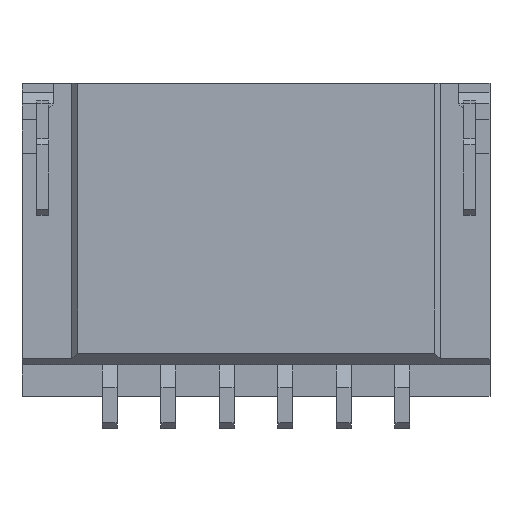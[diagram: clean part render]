
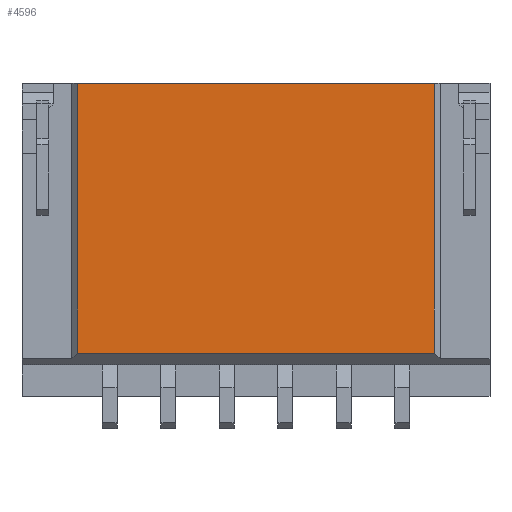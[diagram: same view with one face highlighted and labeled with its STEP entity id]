
A CAD part, front view. The second image highlights one B-rep face of the part: STEP entity #4596.
In plain terms, the highlighted planar face has unit normal (0, -1, 0).
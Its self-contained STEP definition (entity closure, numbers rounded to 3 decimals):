
#426=DIRECTION('',(-1.,0.,0.));
#427=VECTOR('',#426,6.1);
#428=CARTESIAN_POINT('',(3.05,-1.6,2.675));
#429=LINE('',#428,#427);
#968=DIRECTION('',(1.,0.,0.));
#969=VECTOR('',#968,6.1);
#970=CARTESIAN_POINT('',(-3.05,-1.6,-1.935));
#971=LINE('',#970,#969);
#972=DIRECTION('',(0.,0.,-1.));
#973=VECTOR('',#972,4.61);
#974=CARTESIAN_POINT('',(-3.05,-1.6,2.675));
#975=LINE('',#974,#973);
#976=DIRECTION('',(0.,0.,1.));
#977=VECTOR('',#976,4.61);
#978=CARTESIAN_POINT('',(3.05,-1.6,-1.935));
#979=LINE('',#978,#977);
#2583=CARTESIAN_POINT('',(3.05,-1.6,2.675));
#2585=VERTEX_POINT('',#2583);
#2588=CARTESIAN_POINT('',(-3.05,-1.6,2.675));
#2590=VERTEX_POINT('',#2588);
#2591=CARTESIAN_POINT('',(3.05,-1.6,-1.935));
#2593=VERTEX_POINT('',#2591);
#2605=CARTESIAN_POINT('',(-3.05,-1.6,-1.935));
#2606=VERTEX_POINT('',#2605);
#4585=CARTESIAN_POINT('',(-4.,-1.6,-2.675));
#4586=DIRECTION('',(0.,-1.,0.));
#4587=DIRECTION('',(1.,0.,0.));
#4588=AXIS2_PLACEMENT_3D('',#4585,#4586,#4587);
#4589=PLANE('',#4588);
#4590=ORIENTED_EDGE('',*,*,#4566,.F.);
#4591=ORIENTED_EDGE('',*,*,#4545,.F.);
#4592=ORIENTED_EDGE('',*,*,#3762,.F.);
#4593=ORIENTED_EDGE('',*,*,#4577,.F.);
#4594=EDGE_LOOP('',(#4590,#4591,#4592,#4593));
#4595=FACE_OUTER_BOUND('',#4594,.F.);
#4596=ADVANCED_FACE('',(#4595),#4589,.T.);
#3762=EDGE_CURVE('',#2585,#2590,#429,.T.);
#4545=EDGE_CURVE('',#2590,#2606,#975,.T.);
#4566=EDGE_CURVE('',#2606,#2593,#971,.T.);
#4577=EDGE_CURVE('',#2593,#2585,#979,.T.);
